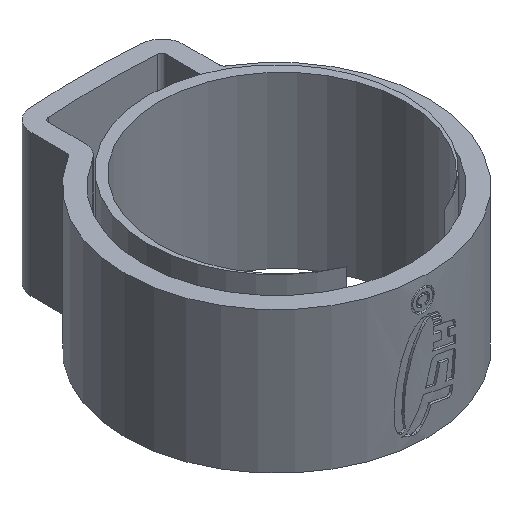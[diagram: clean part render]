
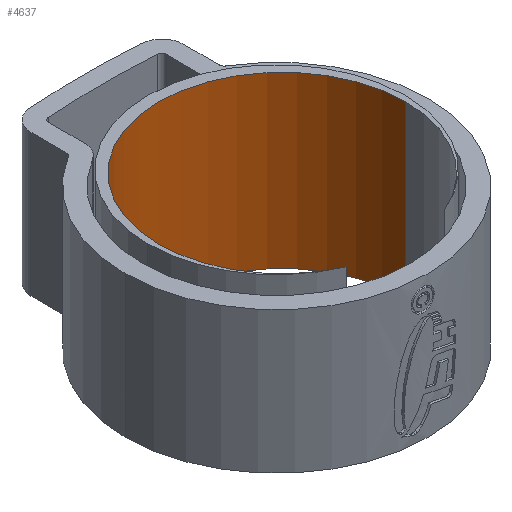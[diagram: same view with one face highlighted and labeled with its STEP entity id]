
A CAD part, isometric view. The second image highlights one B-rep face of the part: STEP entity #4637.
In plain terms, the highlighted cylindrical face has radius 5.66 mm (diameter 11.321 mm), a partial arc.
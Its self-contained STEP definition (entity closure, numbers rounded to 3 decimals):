
#238 = CARTESIAN_POINT ( 'NONE',  ( -5.66, -0.26, -3.9 ) ) ;
#580 = CARTESIAN_POINT ( 'NONE',  ( 5.66, -0.26, -3.9 ) ) ;
#601 = CARTESIAN_POINT ( 'NONE',  ( -5.66, -0.26, 3.9 ) ) ;
#737 = ORIENTED_EDGE ( 'NONE', *, *, #1914, .T. ) ;
#791 = DIRECTION ( 'NONE',  ( 1., 0., 0. ) ) ;
#823 = CIRCLE ( 'NONE', #4336, 5.66 ) ;
#873 = AXIS2_PLACEMENT_3D ( 'NONE', #2192, #3873, #1832 ) ;
#1018 = DIRECTION ( 'NONE',  ( -1., 0., 0. ) ) ;
#1427 = CYLINDRICAL_SURFACE ( 'NONE', #3673, 5.66 ) ;
#1832 = DIRECTION ( 'NONE',  ( 1., 0., 0. ) ) ;
#1881 = DIRECTION ( 'NONE',  ( 0., 0., -1. ) ) ;
#1914 = EDGE_CURVE ( 'NONE', #2191, #2878, #823, .T. ) ;
#2191 = VERTEX_POINT ( 'NONE', #238 ) ;
#2192 = CARTESIAN_POINT ( 'NONE',  ( 0., -0.26, 3.9 ) ) ;
#2260 = VECTOR ( 'NONE', #2293, 1000. ) ;
#2293 = DIRECTION ( 'NONE',  ( 0., 0., -1. ) ) ;
#2368 = CARTESIAN_POINT ( 'NONE',  ( -5.66, -0.26, 3.9 ) ) ;
#2442 = DIRECTION ( 'NONE',  ( 0., 0., -1. ) ) ;
#2758 = ORIENTED_EDGE ( 'NONE', *, *, #2939, .T. ) ;
#2778 = CARTESIAN_POINT ( 'NONE',  ( 5.66, -0.26, 3.9 ) ) ;
#2878 = VERTEX_POINT ( 'NONE', #580 ) ;
#2939 = EDGE_CURVE ( 'NONE', #4693, #2191, #3623, .T. ) ;
#2961 = CARTESIAN_POINT ( 'NONE',  ( 0., -0.26, -3.9 ) ) ;
#3026 = ORIENTED_EDGE ( 'NONE', *, *, #5216, .F. ) ;
#3160 = DIRECTION ( 'NONE',  ( 0., 0., -1. ) ) ;
#3316 = EDGE_LOOP ( 'NONE', ( #4642, #3026, #2758, #737 ) ) ;
#3623 = LINE ( 'NONE', #2368, #4684 ) ;
#3651 = CARTESIAN_POINT ( 'NONE',  ( 5.66, -0.26, 3.9 ) ) ;
#3673 = AXIS2_PLACEMENT_3D ( 'NONE', #4829, #1881, #1018 ) ;
#3873 = DIRECTION ( 'NONE',  ( 0., 0., -1. ) ) ;
#4002 = FACE_OUTER_BOUND ( 'NONE', #3316, .T. ) ;
#4068 = VERTEX_POINT ( 'NONE', #3651 ) ;
#4336 = AXIS2_PLACEMENT_3D ( 'NONE', #2961, #2442, #791 ) ;
#4372 = CIRCLE ( 'NONE', #873, 5.66 ) ;
#4637 = ADVANCED_FACE ( 'NONE', ( #4002 ), #1427, .F. ) ;
#4642 = ORIENTED_EDGE ( 'NONE', *, *, #5375, .F. ) ;
#4684 = VECTOR ( 'NONE', #3160, 1000. ) ;
#4693 = VERTEX_POINT ( 'NONE', #601 ) ;
#4829 = CARTESIAN_POINT ( 'NONE',  ( 0., -0.26, 3.9 ) ) ;
#4886 = LINE ( 'NONE', #2778, #2260 ) ;
#5216 = EDGE_CURVE ( 'NONE', #4693, #4068, #4372, .T. ) ;
#5375 = EDGE_CURVE ( 'NONE', #4068, #2878, #4886, .T. ) ;
